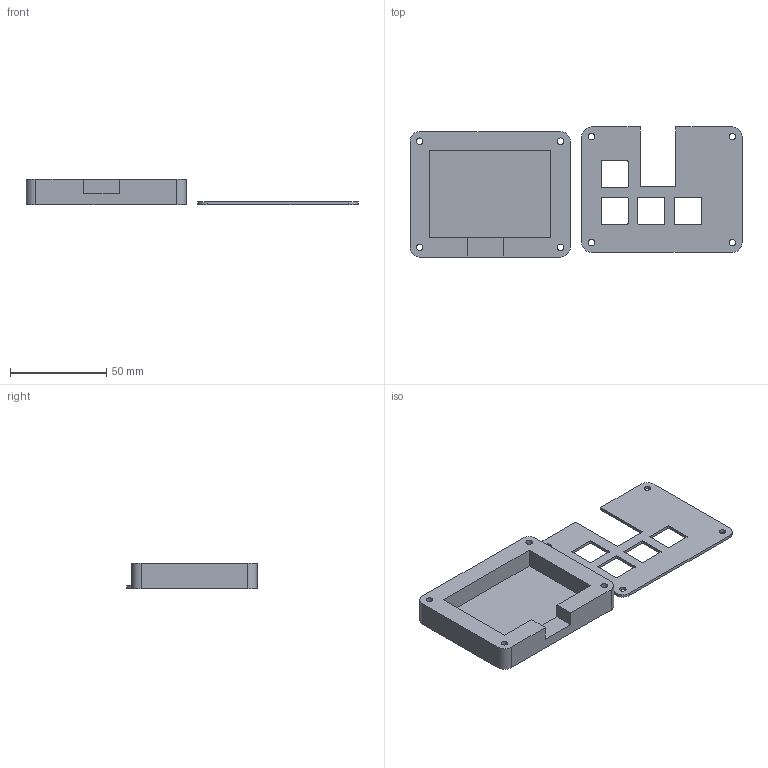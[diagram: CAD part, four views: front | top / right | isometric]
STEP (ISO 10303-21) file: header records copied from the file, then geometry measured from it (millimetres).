
FILE_DESCRIPTION(/* description */ (''),/* implementation_level */ '2;1');
FILE_NAME(/* name */ 'FullHackpad.step',/* time_stamp */ '2025-12-16T11:23:17-08:00',/* author */ (''),/* organization */ (''),/* preprocessor_version */ 'ST-DEVELOPER v20.1',/* originating_system */ 'Autodesk Translation Framework v14.21.0.0',/* authorisation */ '');
FILE_SCHEMA (('AUTOMOTIVE_DESIGN { 1 0 10303 214 3 1 1 }'));
Length unit declared in the file: millimetre
Products named in the file (3): 2025-12-16-10-49-18-094; 2025-12-16-10-51-52-577; 2025-12-16-11-04-57-171
Assembly tree (2 placements, depth 3):
  2025-12-16-10-49-18-094
    2025-12-16-10-51-52-577
      2025-12-16-11-04-57-171
Bounding box: 172.06 x 67.42 x 13 mm (x, y, z)
Volume: 45379.3 mm3; surface area: 25980.3 mm2
Topology: 2 solids, 2 shells, 80 faces, 216 edges, 144 vertices
Faces by surface type: plane 44, cylinder 36
Full cylindrical faces by diameter (mm): 3.4 x8, 6 x4
Entity records: 2654 total; most frequent: DIRECTION 458, CARTESIAN_POINT 445, ORIENTED_EDGE 432, EDGE_CURVE 216, AXIS2_PLACEMENT_3D 157, LINE 144, VECTOR 144, VERTEX_POINT 144
